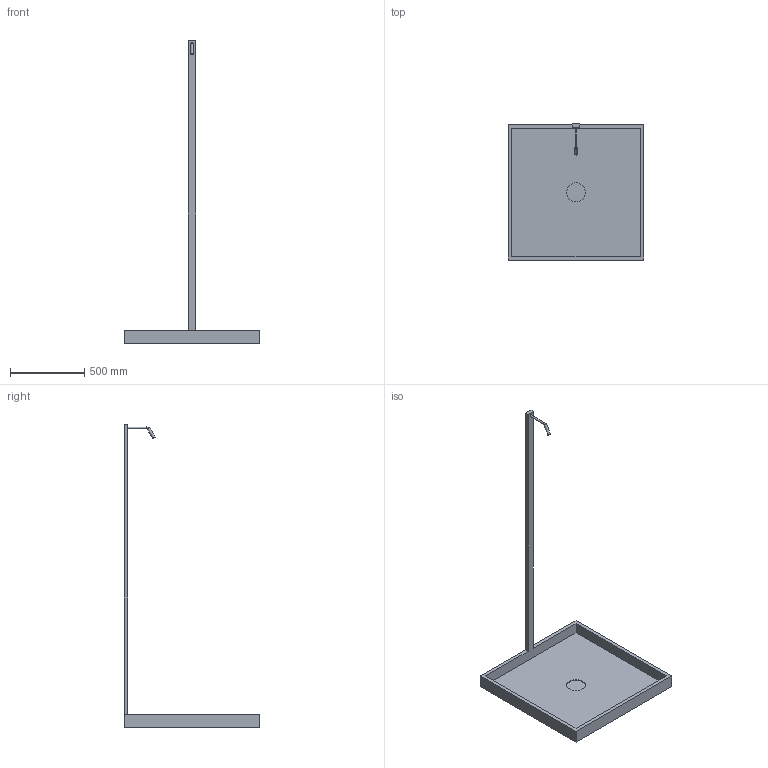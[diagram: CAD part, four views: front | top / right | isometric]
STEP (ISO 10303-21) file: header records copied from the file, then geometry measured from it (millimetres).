
FILE_DESCRIPTION(/* description */ ('STEP AP242','CAx-IF Rec.Pracs.---Representation and Presentation of Product Manufacturing Information (PMI)---4.0---2014-10-13','CAx-IF Rec.Pracs.---3D Tessellated Geometry---0.4---2014-09-14','2;1'),/* implementation_level */ '2;1');
FILE_NAME(/* name */ '66bc833eb7021f471a993ef5',/* time_stamp */ '2024-08-14T10:13:19Z',/* author */ (''),/* organization */ (''),/* preprocessor_version */ 'ST-DEVELOPER v20',/* originating_system */ ' ',/* authorisation */ ' ');
FILE_SCHEMA (('AP242_MANAGED_MODEL_BASED_3D_ENGINEERING_MIM_LF { 1 0 10303 442 1 1 4 }'));
Length unit declared in the file: metre
Products named in the file (2): Surface 1; Part 1
Bounding box: 914.4 x 914.4 x 2044.7 mm (x, y, z)
Volume: 19963914.7 mm3; surface area: 2572785.6 mm2
Topology: 1 solids, 2 shells, 30 faces, 67 edges, 42 vertices
Faces by surface type: plane 26, cylinder 4
Full cylindrical faces by diameter (mm): 6.351 x1, 12.7 x1, 19.051 x1, 127 x1
Entity records: 839 total; most frequent: DIRECTION 137, CARTESIAN_POINT 135, ORIENTED_EDGE 122, EDGE_CURVE 62, LINE 51, VECTOR 51, AXIS2_PLACEMENT_3D 43, VERTEX_POINT 41
